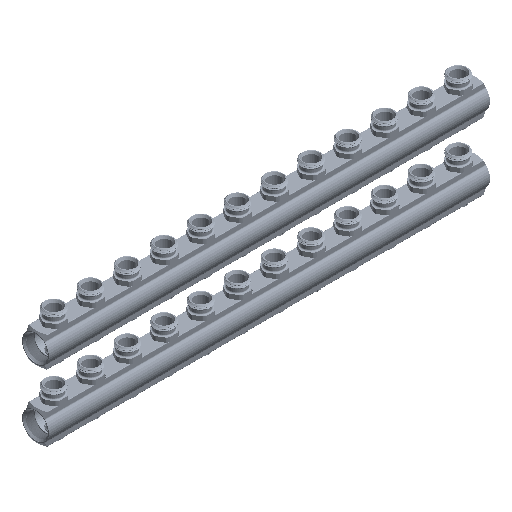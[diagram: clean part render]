
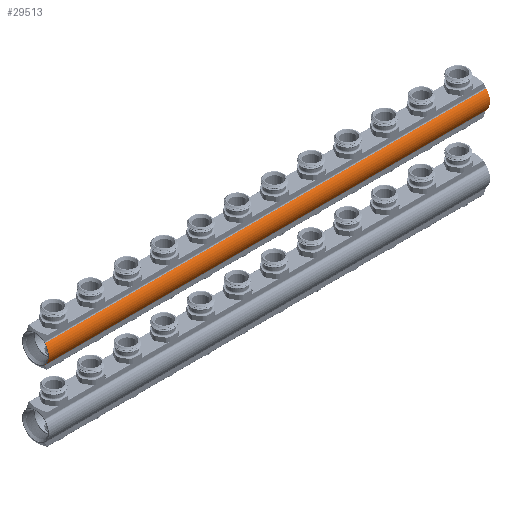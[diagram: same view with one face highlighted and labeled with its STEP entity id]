
A CAD part, isometric view. The second image highlights one B-rep face of the part: STEP entity #29513.
In plain terms, the highlighted cylindrical face has radius 18.25 mm (diameter 36.5 mm), a partial arc.
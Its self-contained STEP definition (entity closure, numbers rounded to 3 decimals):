
#11=CARTESIAN_POINT('',(-300.,0.,0.));
#12=DIRECTION('',(1.,0.,0.));
#13=DIRECTION('',(0.,-0.716,0.698));
#14=AXIS2_PLACEMENT_3D('',#11,#12,#13);
#16=CARTESIAN_POINT('',(-300.,0.,0.));
#17=DIRECTION('',(1.,0.,0.));
#18=DIRECTION('',(0.,-1.,0.));
#19=AXIS2_PLACEMENT_3D('',#16,#17,#18);
#151=DIRECTION('',(-1.,0.,0.));
#152=VECTOR('',#151,600.);
#153=CARTESIAN_POINT('',(300.,-13.068,12.739));
#154=LINE('',#153,#152);
#194=CARTESIAN_POINT('',(300.,0.,0.));
#195=DIRECTION('',(-1.,0.,0.));
#196=DIRECTION('',(0.,-0.716,-0.698));
#197=AXIS2_PLACEMENT_3D('',#194,#195,#196);
#199=CARTESIAN_POINT('',(300.,0.,0.));
#200=DIRECTION('',(-1.,0.,0.));
#201=DIRECTION('',(0.,-1.,0.));
#202=AXIS2_PLACEMENT_3D('',#199,#200,#201);
#11748=DIRECTION('',(-1.,0.,0.));
#11749=VECTOR('',#11748,600.);
#11750=CARTESIAN_POINT('',(300.,-13.068,-12.739));
#11751=LINE('',#11750,#11749);
#11756=CARTESIAN_POINT('',(-300.,-13.068,12.739));
#11757=VERTEX_POINT('',#11756);
#11758=CARTESIAN_POINT('',(-300.,-18.25,0.));
#11759=VERTEX_POINT('',#11758);
#11760=CARTESIAN_POINT('',(-300.,-13.068,-12.739));
#11761=VERTEX_POINT('',#11760);
#11796=CARTESIAN_POINT('',(300.,-13.068,12.739));
#11797=VERTEX_POINT('',#11796);
#11806=CARTESIAN_POINT('',(300.,-13.068,-12.739));
#11807=VERTEX_POINT('',#11806);
#11808=CARTESIAN_POINT('',(300.,-18.25,0.));
#11809=VERTEX_POINT('',#11808);
#29500=CARTESIAN_POINT('',(-300.,0.,0.));
#29501=DIRECTION('',(1.,0.,0.));
#29502=DIRECTION('',(0.,-1.,0.));
#29503=AXIS2_PLACEMENT_3D('',#29500,#29501,#29502);
#29504=CYLINDRICAL_SURFACE('',#29503,18.25);
#29505=ORIENTED_EDGE('',*,*,#13584,.T.);
#29506=ORIENTED_EDGE('',*,*,#13346,.F.);
#29507=ORIENTED_EDGE('',*,*,#13344,.F.);
#29508=ORIENTED_EDGE('',*,*,#13445,.F.);
#29509=ORIENTED_EDGE('',*,*,#13473,.F.);
#29510=ORIENTED_EDGE('',*,*,#13471,.F.);
#29511=EDGE_LOOP('',(#29505,#29506,#29507,#29508,#29509,#29510));
#29512=FACE_OUTER_BOUND('',#29511,.F.);
#29513=ADVANCED_FACE('',(#29512),#29504,.T.);
#15=CIRCLE('',#14,18.25);
#20=CIRCLE('',#19,18.25);
#198=CIRCLE('',#197,18.25);
#203=CIRCLE('',#202,18.25);
#13344=EDGE_CURVE('',#11757,#11759,#15,.T.);
#13346=EDGE_CURVE('',#11759,#11761,#20,.T.);
#13445=EDGE_CURVE('',#11797,#11757,#154,.T.);
#13471=EDGE_CURVE('',#11807,#11809,#198,.T.);
#13473=EDGE_CURVE('',#11809,#11797,#203,.T.);
#13584=EDGE_CURVE('',#11807,#11761,#11751,.T.);
